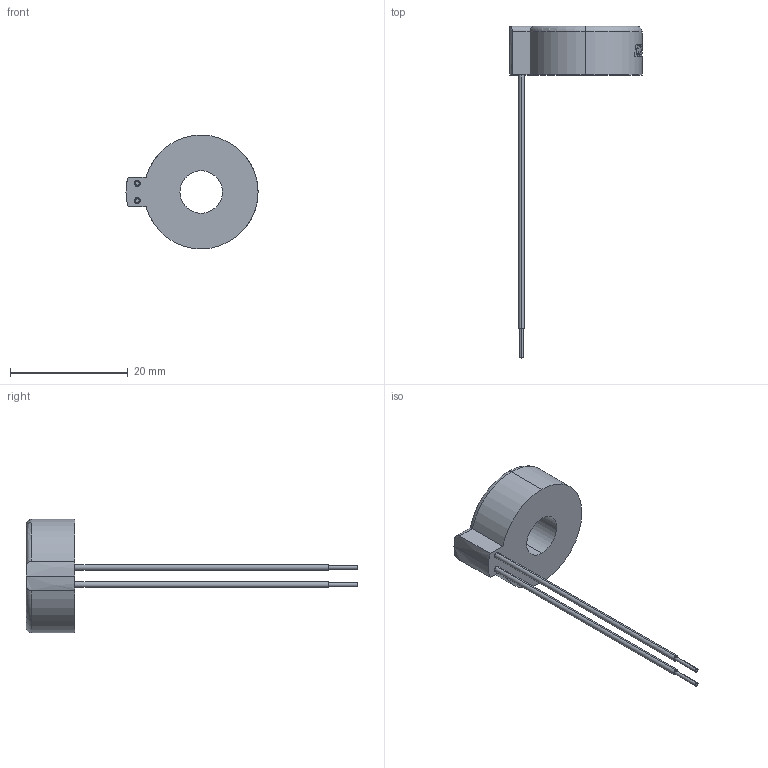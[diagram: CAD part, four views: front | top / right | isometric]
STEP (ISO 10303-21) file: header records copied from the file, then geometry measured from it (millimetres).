
FILE_DESCRIPTION (( 'STEP AP214' ), '1' );
FILE_NAME ('SC_MR1_D7.2H8.3D219.3D322.4D45LL48.STEP', '2018-06-04T20:42:20', ( '' ), ( '' ), 'SwSTEP 2.0', 'SolidWorks 2014', '' );
FILE_SCHEMA (( 'AUTOMOTIVE_DESIGN' ));
Length unit declared in the file: millimetre
Products named in the file (1): SC_MR1_D7.2H8.3D219.3D322.4D45LL48
Bounding box: 22.4 x 56.3 x 19.3 mm (x, y, z)
Volume: 2275.9 mm3; surface area: 1540.2 mm2
Topology: 1 solids, 1 shells, 84 faces, 221 edges, 146 vertices
Faces by surface type: bspline 33, plane 30, cylinder 18, torus 3
Entity records: 3159 total; most frequent: CARTESIAN_POINT 998, ORIENTED_EDGE 442, DIRECTION 279, EDGE_CURVE 221, VERTEX_POINT 146, AXIS2_PLACEMENT_3D 127, B_SPLINE_CURVE_WITH_KNOTS 121, EDGE_LOOP 93
